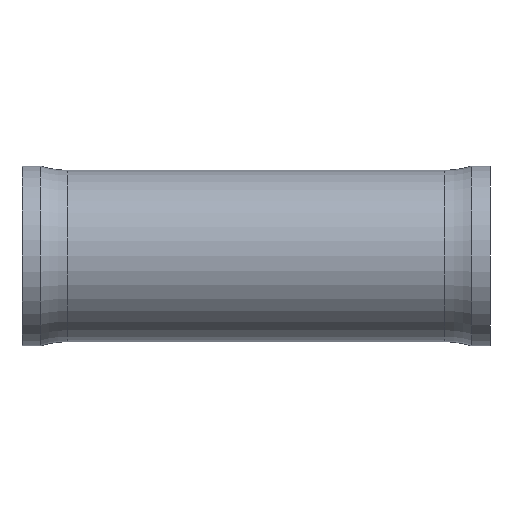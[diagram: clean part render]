
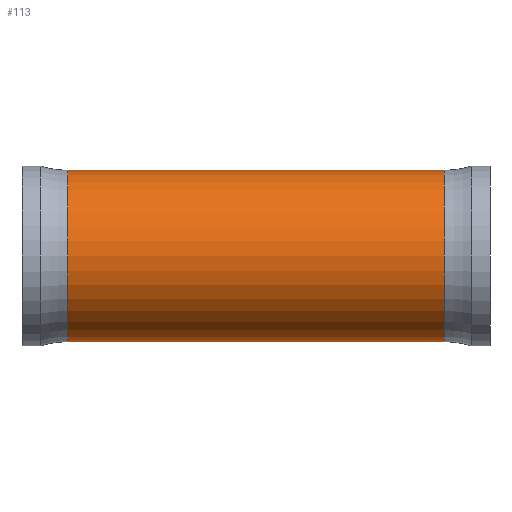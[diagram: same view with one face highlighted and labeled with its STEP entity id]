
A CAD part, left-side view. The second image highlights one B-rep face of the part: STEP entity #113.
In plain terms, the highlighted cylindrical face has radius 23.812 mm (diameter 47.625 mm), a partial arc.
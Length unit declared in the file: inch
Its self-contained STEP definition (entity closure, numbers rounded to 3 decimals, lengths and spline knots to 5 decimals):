
#11 = CYLINDRICAL_SURFACE ( 'NONE', #549, 0.9375 ) ;
#43 = CARTESIAN_POINT ( 'NONE',  ( 0., 5.49933, 0. ) ) ;
#74 = FACE_OUTER_BOUND ( 'NONE', #561, .T. ) ;
#103 = AXIS2_PLACEMENT_3D ( 'NONE', #196, #195, #190 ) ;
#108 = ORIENTED_EDGE ( 'NONE', *, *, #584, .F. ) ;
#111 = VERTEX_POINT ( 'NONE', #268 ) ;
#113 = ADVANCED_FACE ( 'NONE', ( #74 ), #11, .T. ) ;
#122 = ORIENTED_EDGE ( 'NONE', *, *, #366, .F. ) ;
#130 = CARTESIAN_POINT ( 'NONE',  ( 0., 0.49839, 0. ) ) ;
#134 = DIRECTION ( 'NONE',  ( 0., 1., 0. ) ) ;
#140 = CARTESIAN_POINT ( 'NONE',  ( 0., 4.61972, 0.9375 ) ) ;
#157 = VERTEX_POINT ( 'NONE', #140 ) ;
#177 = AXIS2_PLACEMENT_3D ( 'NONE', #130, #134, #312 ) ;
#179 = CIRCLE ( 'NONE', #177, 0.9375 ) ;
#190 = DIRECTION ( 'NONE',  ( 0., 0., 1. ) ) ;
#195 = DIRECTION ( 'NONE',  ( 0., 1., 0. ) ) ;
#196 = CARTESIAN_POINT ( 'NONE',  ( 0., 4.61972, 0. ) ) ;
#221 = DIRECTION ( 'NONE',  ( 0., 1., 0. ) ) ;
#252 = CARTESIAN_POINT ( 'NONE',  ( 0., 5.49933, 0.9375 ) ) ;
#253 = DIRECTION ( 'NONE',  ( 0., 0., 1. ) ) ;
#268 = CARTESIAN_POINT ( 'NONE',  ( 0., 0.49839, 0.9375 ) ) ;
#288 = CARTESIAN_POINT ( 'NONE',  ( 0., 5.49933, -0.9375 ) ) ;
#312 = DIRECTION ( 'NONE',  ( 0., 0., 1. ) ) ;
#321 = DIRECTION ( 'NONE',  ( 0., 1., 0. ) ) ;
#332 = CARTESIAN_POINT ( 'NONE',  ( 0., 4.61972, -0.9375 ) ) ;
#343 = CARTESIAN_POINT ( 'NONE',  ( 0., 0.49839, -0.9375 ) ) ;
#347 = CIRCLE ( 'NONE', #103, 0.9375 ) ;
#366 = EDGE_CURVE ( 'NONE', #601, #157, #347, .T. ) ;
#373 = VECTOR ( 'NONE', #321, 39.37008 ) ;
#381 = LINE ( 'NONE', #288, #373 ) ;
#408 = DIRECTION ( 'NONE',  ( 0., 1., 0. ) ) ;
#511 = EDGE_CURVE ( 'NONE', #111, #157, #544, .T. ) ;
#540 = EDGE_CURVE ( 'NONE', #609, #111, #179, .T. ) ;
#544 = LINE ( 'NONE', #252, #593 ) ;
#549 = AXIS2_PLACEMENT_3D ( 'NONE', #43, #408, #253 ) ;
#561 = EDGE_LOOP ( 'NONE', ( #108, #610, #562, #122 ) ) ;
#562 = ORIENTED_EDGE ( 'NONE', *, *, #511, .T. ) ;
#584 = EDGE_CURVE ( 'NONE', #609, #601, #381, .T. ) ;
#593 = VECTOR ( 'NONE', #221, 39.37008 ) ;
#601 = VERTEX_POINT ( 'NONE', #332 ) ;
#609 = VERTEX_POINT ( 'NONE', #343 ) ;
#610 = ORIENTED_EDGE ( 'NONE', *, *, #540, .T. ) ;
